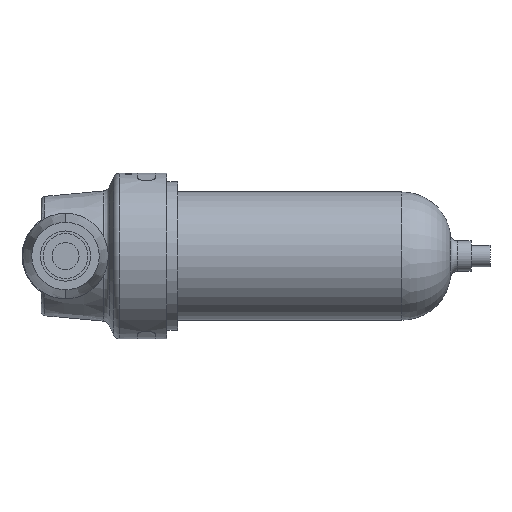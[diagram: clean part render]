
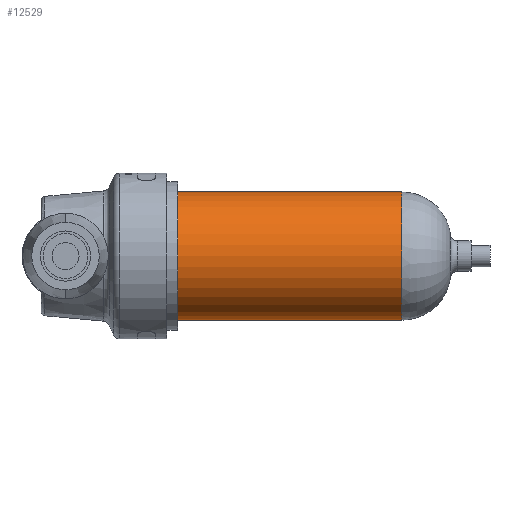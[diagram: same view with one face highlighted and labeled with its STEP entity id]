
A CAD part, left-side view. The second image highlights one B-rep face of the part: STEP entity #12529.
In plain terms, the highlighted cylindrical face has radius 47.5 mm (diameter 95 mm), a partial arc.
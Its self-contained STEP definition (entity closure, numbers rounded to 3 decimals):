
#68 = DIRECTION ( 'NONE',  ( 0., 0., -1. ) ) ;
#468 = VERTEX_POINT ( 'NONE', #11042 ) ;
#692 = CIRCLE ( 'NONE', #5428, 47.5 ) ;
#789 = CARTESIAN_POINT ( 'NONE',  ( -165., -249.25, -47.5 ) ) ;
#1306 = EDGE_CURVE ( 'NONE', #3494, #11582, #692, .T. ) ;
#1994 = DIRECTION ( 'NONE',  ( 0., 0., -1. ) ) ;
#2233 = AXIS2_PLACEMENT_3D ( 'NONE', #3169, #7818, #1994 ) ;
#3169 = CARTESIAN_POINT ( 'NONE',  ( -165., 0., 0. ) ) ;
#3460 = DIRECTION ( 'NONE',  ( 0., -1., 0. ) ) ;
#3494 = VERTEX_POINT ( 'NONE', #4652 ) ;
#3671 = DIRECTION ( 'NONE',  ( 0., 0., -1. ) ) ;
#3730 = CARTESIAN_POINT ( 'NONE',  ( -165., -249.25, 0. ) ) ;
#3737 = DIRECTION ( 'NONE',  ( 0., -1., 0. ) ) ;
#4652 = CARTESIAN_POINT ( 'NONE',  ( -165., -249.25, 47.5 ) ) ;
#5297 = CARTESIAN_POINT ( 'NONE',  ( -165., -83., 47.5 ) ) ;
#5428 = AXIS2_PLACEMENT_3D ( 'NONE', #3730, #3737, #3671 ) ;
#6341 = ORIENTED_EDGE ( 'NONE', *, *, #14956, .T. ) ;
#6928 = CARTESIAN_POINT ( 'NONE',  ( -165., 0., -47.5 ) ) ;
#7160 = DIRECTION ( 'NONE',  ( 0., -1., 0. ) ) ;
#7480 = EDGE_CURVE ( 'NONE', #12417, #3494, #11253, .T. ) ;
#7544 = CYLINDRICAL_SURFACE ( 'NONE', #2233, 47.5 ) ;
#7618 = CARTESIAN_POINT ( 'NONE',  ( -165., 0., 47.5 ) ) ;
#7699 = EDGE_LOOP ( 'NONE', ( #9278, #6341, #10214, #11321 ) ) ;
#7818 = DIRECTION ( 'NONE',  ( 0., -1., 0. ) ) ;
#7886 = DIRECTION ( 'NONE',  ( 0., -1., 0. ) ) ;
#7989 = EDGE_CURVE ( 'NONE', #468, #11582, #11842, .T. ) ;
#8744 = VECTOR ( 'NONE', #3460, 1000. ) ;
#9278 = ORIENTED_EDGE ( 'NONE', *, *, #7480, .F. ) ;
#10125 = AXIS2_PLACEMENT_3D ( 'NONE', #14131, #7160, #68 ) ;
#10214 = ORIENTED_EDGE ( 'NONE', *, *, #7989, .T. ) ;
#11042 = CARTESIAN_POINT ( 'NONE',  ( -165., -83., -47.5 ) ) ;
#11253 = LINE ( 'NONE', #7618, #13585 ) ;
#11321 = ORIENTED_EDGE ( 'NONE', *, *, #1306, .F. ) ;
#11582 = VERTEX_POINT ( 'NONE', #789 ) ;
#11842 = LINE ( 'NONE', #6928, #8744 ) ;
#11854 = CIRCLE ( 'NONE', #10125, 47.5 ) ;
#12417 = VERTEX_POINT ( 'NONE', #5297 ) ;
#12529 = ADVANCED_FACE ( 'NONE', ( #14828 ), #7544, .T. ) ;
#13585 = VECTOR ( 'NONE', #7886, 1000. ) ;
#14131 = CARTESIAN_POINT ( 'NONE',  ( -165., -83., 0. ) ) ;
#14828 = FACE_OUTER_BOUND ( 'NONE', #7699, .T. ) ;
#14956 = EDGE_CURVE ( 'NONE', #12417, #468, #11854, .T. ) ;
